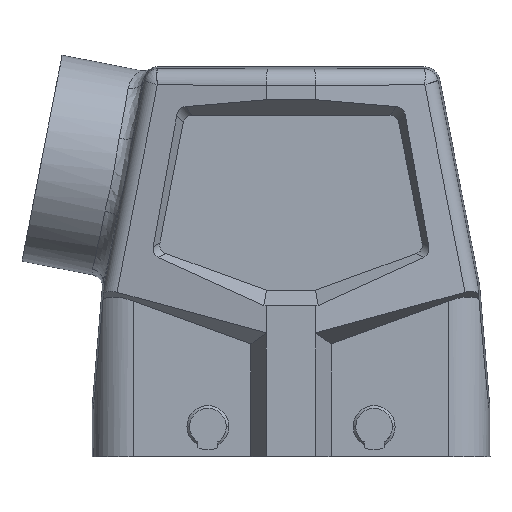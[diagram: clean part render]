
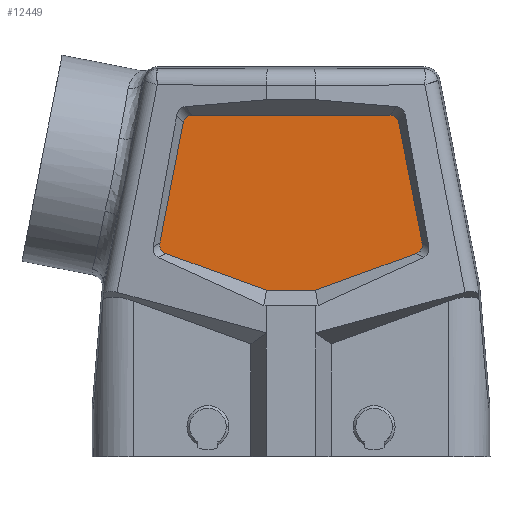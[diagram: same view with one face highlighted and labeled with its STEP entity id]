
A CAD part, left-side view. The second image highlights one B-rep face of the part: STEP entity #12449.
In plain terms, the highlighted planar face has unit normal (-1, 0, 0).
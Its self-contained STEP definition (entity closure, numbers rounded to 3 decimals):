
#3577=AXIS2_PLACEMENT_3D('Plane Axis2P3D',#3574,#3575,#3576) ;
#3574=CARTESIAN_POINT('Axis2P3D Location',(6.,91.778,-15.031)) ;
#5762=CARTESIAN_POINT('Vertex',(6.,32.437,30.967)) ;
#5765=CARTESIAN_POINT('Line Origine',(6.,37.,30.967)) ;
#5769=CARTESIAN_POINT('Vertex',(6.,41.563,30.967)) ;
#7901=CARTESIAN_POINT('Vertex',(6.,60.279,37.779)) ;
#7904=CARTESIAN_POINT('Line Origine',(6.,50.921,34.373)) ;
#7922=CARTESIAN_POINT('Control Point',(6.,61.423,39.368)) ;
#7923=CARTESIAN_POINT('Control Point',(6.,61.423,38.939)) ;
#7924=CARTESIAN_POINT('Control Point',(6.,61.297,38.537)) ;
#7925=CARTESIAN_POINT('Control Point',(6.,61.052,38.188)) ;
#7926=CARTESIAN_POINT('Control Point',(6.,60.698,37.931)) ;
#7927=CARTESIAN_POINT('Control Point',(6.,60.279,37.779)) ;
#7928=CARTESIAN_POINT('Vertex',(6.,61.423,39.368)) ;
#7932=CARTESIAN_POINT('Control Point',(6.,61.387,39.737)) ;
#7933=CARTESIAN_POINT('Control Point',(6.,61.411,39.613)) ;
#7934=CARTESIAN_POINT('Control Point',(6.,61.423,39.489)) ;
#7935=CARTESIAN_POINT('Control Point',(6.,61.423,39.368)) ;
#7936=CARTESIAN_POINT('Vertex',(6.,61.387,39.737)) ;
#7958=CARTESIAN_POINT('Line Origine',(6.,59.214,50.918)) ;
#7962=CARTESIAN_POINT('Vertex',(6.,57.04,62.098)) ;
#7983=CARTESIAN_POINT('Control Point',(6.,57.04,62.098)) ;
#7984=CARTESIAN_POINT('Control Point',(6.,57.001,62.301)) ;
#7985=CARTESIAN_POINT('Control Point',(5.999,56.938,62.49)) ;
#7986=CARTESIAN_POINT('Control Point',(6.,56.851,62.665)) ;
#7987=CARTESIAN_POINT('Control Point',(6.,56.639,62.977)) ;
#7988=CARTESIAN_POINT('Control Point',(6.,56.355,63.212)) ;
#7989=CARTESIAN_POINT('Control Point',(6.,56.201,63.306)) ;
#7990=CARTESIAN_POINT('Control Point',(6.,55.94,63.42)) ;
#7991=CARTESIAN_POINT('Control Point',(6.,55.65,63.48)) ;
#7992=CARTESIAN_POINT('Control Point',(6.,55.549,63.493)) ;
#7993=CARTESIAN_POINT('Control Point',(6.,55.446,63.5)) ;
#7994=CARTESIAN_POINT('Control Point',(6.,55.34,63.5)) ;
#7995=CARTESIAN_POINT('Vertex',(6.,55.34,63.5)) ;
#8019=CARTESIAN_POINT('Vertex',(6.,18.66,63.5)) ;
#8027=CARTESIAN_POINT('Line Origine',(6.,37.,63.5)) ;
#8181=CARTESIAN_POINT('Control Point',(6.,18.66,63.5)) ;
#8182=CARTESIAN_POINT('Control Point',(6.,18.454,63.5)) ;
#8183=CARTESIAN_POINT('Control Point',(5.999,18.256,63.474)) ;
#8184=CARTESIAN_POINT('Control Point',(6.,18.068,63.422)) ;
#8185=CARTESIAN_POINT('Control Point',(6.,17.721,63.274)) ;
#8186=CARTESIAN_POINT('Control Point',(6.,17.436,63.04)) ;
#8187=CARTESIAN_POINT('Control Point',(6.,17.314,62.907)) ;
#8188=CARTESIAN_POINT('Control Point',(6.,17.152,62.672)) ;
#8189=CARTESIAN_POINT('Control Point',(6.,17.039,62.398)) ;
#8190=CARTESIAN_POINT('Control Point',(6.,17.006,62.302)) ;
#8191=CARTESIAN_POINT('Control Point',(6.,16.98,62.202)) ;
#8192=CARTESIAN_POINT('Control Point',(6.,16.96,62.098)) ;
#8193=CARTESIAN_POINT('Vertex',(6.,16.96,62.098)) ;
#8213=CARTESIAN_POINT('Line Origine',(6.,14.786,50.918)) ;
#8217=CARTESIAN_POINT('Vertex',(6.,12.613,39.737)) ;
#8238=CARTESIAN_POINT('Control Point',(6.,13.721,37.779)) ;
#8239=CARTESIAN_POINT('Control Point',(6.,13.303,37.931)) ;
#8240=CARTESIAN_POINT('Control Point',(6.,12.954,38.185)) ;
#8241=CARTESIAN_POINT('Control Point',(6.,12.701,38.534)) ;
#8242=CARTESIAN_POINT('Control Point',(6.,12.577,38.94)) ;
#8243=CARTESIAN_POINT('Control Point',(6.,12.577,39.368)) ;
#8244=CARTESIAN_POINT('Vertex',(6.,13.721,37.779)) ;
#8246=CARTESIAN_POINT('Vertex',(6.,12.577,39.368)) ;
#8255=CARTESIAN_POINT('Control Point',(6.,12.577,39.368)) ;
#8256=CARTESIAN_POINT('Control Point',(6.,12.577,39.489)) ;
#8257=CARTESIAN_POINT('Control Point',(6.,12.589,39.613)) ;
#8258=CARTESIAN_POINT('Control Point',(6.,12.613,39.737)) ;
#8274=CARTESIAN_POINT('Line Origine',(6.,23.079,34.373)) ;
#3575=DIRECTION('Axis2P3D Direction',(1.,0.,0.)) ;
#3576=DIRECTION('Axis2P3D XDirection',(0.,-1.,0.)) ;
#5766=DIRECTION('Vector Direction',(0.,1.,0.)) ;
#7905=DIRECTION('Vector Direction',(0.,0.94,0.342)) ;
#7959=DIRECTION('Vector Direction',(0.,-0.191,0.982)) ;
#8028=DIRECTION('Vector Direction',(0.,-1.,0.)) ;
#8214=DIRECTION('Vector Direction',(0.,-0.191,-0.982)) ;
#8275=DIRECTION('Vector Direction',(0.,0.94,-0.342)) ;
#5767=VECTOR('Line Direction',#5766,1.) ;
#7906=VECTOR('Line Direction',#7905,1.) ;
#7960=VECTOR('Line Direction',#7959,1.) ;
#8029=VECTOR('Line Direction',#8028,1.) ;
#8215=VECTOR('Line Direction',#8214,1.) ;
#8276=VECTOR('Line Direction',#8275,1.) ;
#12436=ORIENTED_EDGE('',*,*,#8195,.F.) ;
#12437=ORIENTED_EDGE('',*,*,#8031,.F.) ;
#12438=ORIENTED_EDGE('',*,*,#7997,.F.) ;
#12439=ORIENTED_EDGE('',*,*,#7964,.F.) ;
#12440=ORIENTED_EDGE('',*,*,#7938,.T.) ;
#12441=ORIENTED_EDGE('',*,*,#7930,.T.) ;
#12442=ORIENTED_EDGE('',*,*,#7908,.F.) ;
#12443=ORIENTED_EDGE('',*,*,#5771,.F.) ;
#12444=ORIENTED_EDGE('',*,*,#8278,.F.) ;
#12445=ORIENTED_EDGE('',*,*,#8248,.T.) ;
#12446=ORIENTED_EDGE('',*,*,#8259,.T.) ;
#12447=ORIENTED_EDGE('',*,*,#8219,.F.) ;
#12449=ADVANCED_FACE('HDC_10B_ABU_BP.1',(#12448),#3578,.F.) ;
#7921=B_SPLINE_CURVE_WITH_KNOTS('',5,(#7922,#7923,#7924,#7925,#7926,#7927),.UNSPECIFIED.,.F.,.U.,(6,6),(0.,2.965),.UNSPECIFIED.) ;
#7931=B_SPLINE_CURVE_WITH_KNOTS('',3,(#7932,#7933,#7934,#7935),.UNSPECIFIED.,.F.,.U.,(4,4),(0.,0.525),.UNSPECIFIED.) ;
#7982=B_SPLINE_CURVE_WITH_KNOTS('',5,(#7983,#7984,#7985,#7986,#7987,#7988,#7989,#7990,#7991,#7992,#7993,#7994),.UNSPECIFIED.,.F.,.U.,(6,3,3,6),(0.,1.351,2.721,3.411),.UNSPECIFIED.) ;
#8180=B_SPLINE_CURVE_WITH_KNOTS('',5,(#8181,#8182,#8183,#8184,#8185,#8186,#8187,#8188,#8189,#8190,#8191,#8192),.UNSPECIFIED.,.F.,.U.,(6,3,3,6),(0.,1.351,2.721,3.411),.UNSPECIFIED.) ;
#8237=B_SPLINE_CURVE_WITH_KNOTS('',5,(#8238,#8239,#8240,#8241,#8242,#8243),.UNSPECIFIED.,.F.,.U.,(6,6),(0.,2.962),.UNSPECIFIED.) ;
#8254=B_SPLINE_CURVE_WITH_KNOTS('',3,(#8255,#8256,#8257,#8258),.UNSPECIFIED.,.F.,.U.,(4,4),(0.,0.525),.UNSPECIFIED.) ;
#5771=EDGE_CURVE('',#5763,#5770,#5768,.T.) ;
#7908=EDGE_CURVE('',#5770,#7902,#7907,.T.) ;
#7930=EDGE_CURVE('',#7929,#7902,#7921,.T.) ;
#7938=EDGE_CURVE('',#7937,#7929,#7931,.T.) ;
#7964=EDGE_CURVE('',#7937,#7963,#7961,.T.) ;
#7997=EDGE_CURVE('',#7963,#7996,#7982,.T.) ;
#8031=EDGE_CURVE('',#7996,#8020,#8030,.T.) ;
#8195=EDGE_CURVE('',#8020,#8194,#8180,.T.) ;
#8219=EDGE_CURVE('',#8194,#8218,#8216,.T.) ;
#8248=EDGE_CURVE('',#8245,#8247,#8237,.T.) ;
#8259=EDGE_CURVE('',#8247,#8218,#8254,.T.) ;
#8278=EDGE_CURVE('',#8245,#5763,#8277,.T.) ;
#12435=EDGE_LOOP('',(#12436,#12437,#12438,#12439,#12440,#12441,#12442,#12443,#12444,#12445,#12446,#12447)) ;
#12448=FACE_OUTER_BOUND('',#12435,.T.) ;
#5768=LINE('Line',#5765,#5767) ;
#7907=LINE('Line',#7904,#7906) ;
#7961=LINE('Line',#7958,#7960) ;
#8030=LINE('Line',#8027,#8029) ;
#8216=LINE('Line',#8213,#8215) ;
#8277=LINE('Line',#8274,#8276) ;
#3578=PLANE('',#3577) ;
#5763=VERTEX_POINT('',#5762) ;
#5770=VERTEX_POINT('',#5769) ;
#7902=VERTEX_POINT('',#7901) ;
#7929=VERTEX_POINT('',#7928) ;
#7937=VERTEX_POINT('',#7936) ;
#7963=VERTEX_POINT('',#7962) ;
#7996=VERTEX_POINT('',#7995) ;
#8020=VERTEX_POINT('',#8019) ;
#8194=VERTEX_POINT('',#8193) ;
#8218=VERTEX_POINT('',#8217) ;
#8245=VERTEX_POINT('',#8244) ;
#8247=VERTEX_POINT('',#8246) ;
